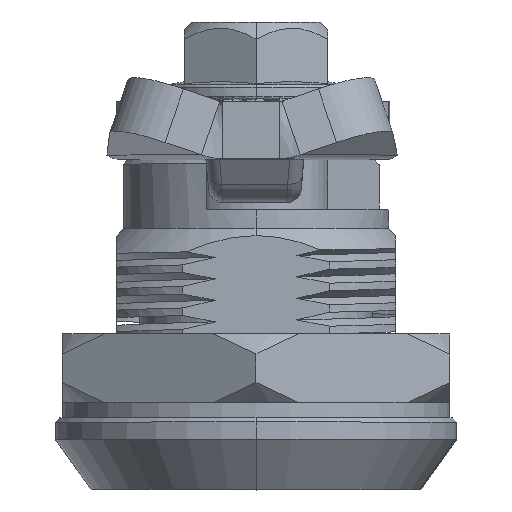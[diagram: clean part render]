
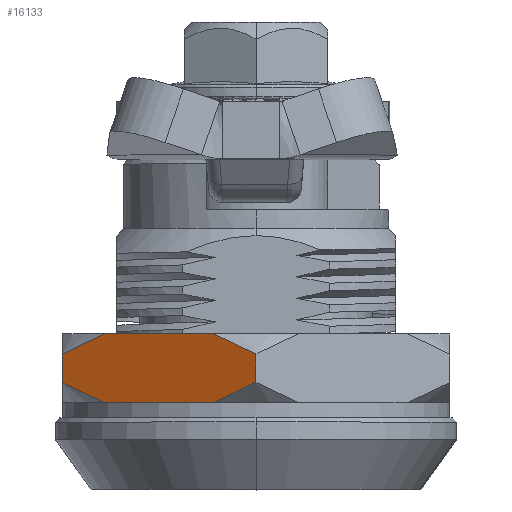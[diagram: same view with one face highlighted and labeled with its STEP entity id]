
A CAD part, top view. The second image highlights one B-rep face of the part: STEP entity #16133.
In plain terms, the highlighted planar face has unit normal (-0.5, 0, 0.866).
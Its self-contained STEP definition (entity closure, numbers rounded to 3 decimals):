
#186 = CARTESIAN_POINT ( 'NONE',  ( 0., 9.45, 15.588 ) ) ;
#244 = DIRECTION ( 'NONE',  ( 0.866, 0., 0.5 ) ) ;
#499 = CARTESIAN_POINT ( 'NONE',  ( -10.531, 10.85, 9.508 ) ) ;
#2090 = VERTEX_POINT ( 'NONE', #17454 ) ;
#2204 = CARTESIAN_POINT ( 'NONE',  ( -11.548, 6.445, 8.921 ) ) ;
#2292 = LINE ( 'NONE', #25130, #26753 ) ;
#2324 = CARTESIAN_POINT ( 'NONE',  ( -13.5, 7.45, 7.794 ) ) ;
#2490 = CARTESIAN_POINT ( 'NONE',  ( -2.969, 10.85, 13.874 ) ) ;
#3491 = VERTEX_POINT ( 'NONE', #499 ) ;
#3757 = ORIENTED_EDGE ( 'NONE', *, *, #16650, .F. ) ;
#4304 = EDGE_CURVE ( 'NONE', #2090, #3491, #9698, .T. ) ;
#4613 = CARTESIAN_POINT ( 'NONE',  ( -10.531, 6.05, 9.508 ) ) ;
#4730 = VECTOR ( 'NONE', #14750, 1000. ) ;
#4902 = EDGE_CURVE ( 'NONE', #18956, #6638, #23754, .T. ) ;
#5514 = VERTEX_POINT ( 'NONE', #12698 ) ;
#6034 = ORIENTED_EDGE ( 'NONE', *, *, #9434, .F. ) ;
#6254 = B_SPLINE_CURVE_WITH_KNOTS ( 'NONE', 3,
 ( #2490, #12869, #23170, #17241, #6842, #186 ),
 .UNSPECIFIED., .F., .F.,
 ( 4, 2, 4 ),
 ( 0.026, 0.028, 0.029 ),
 .UNSPECIFIED. ) ;
#6347 = CARTESIAN_POINT ( 'NONE',  ( -1.942, 6.415, 14.467 ) ) ;
#6411 = LINE ( 'NONE', #22998, #4730 ) ;
#6638 = VERTEX_POINT ( 'NONE', #7427 ) ;
#6842 = CARTESIAN_POINT ( 'NONE',  ( -0.475, 9.724, 15.314 ) ) ;
#6887 = CARTESIAN_POINT ( 'NONE',  ( 0., 7.45, 15.588 ) ) ;
#6946 = ORIENTED_EDGE ( 'NONE', *, *, #10424, .T. ) ;
#7242 = FACE_OUTER_BOUND ( 'NONE', #24586, .T. ) ;
#7427 = CARTESIAN_POINT ( 'NONE',  ( -13.5, 7.45, 7.794 ) ) ;
#9362 = CARTESIAN_POINT ( 'NONE',  ( -13.5, 10.85, 7.794 ) ) ;
#9434 = EDGE_CURVE ( 'NONE', #3491, #25007, #19925, .T. ) ;
#9514 = CARTESIAN_POINT ( 'NONE',  ( -10.531, 6.05, 9.508 ) ) ;
#9698 = B_SPLINE_CURVE_WITH_KNOTS ( 'NONE', 3,
 ( #16689, #14904, #22882, #17104 ),
 .UNSPECIFIED., .F., .F.,
 ( 4, 4 ),
 ( 0.013, 0.017 ),
 .UNSPECIFIED. ) ;
#10228 = CARTESIAN_POINT ( 'NONE',  ( -13.5, 10.85, 7.794 ) ) ;
#10424 = EDGE_CURVE ( 'NONE', #18956, #5514, #2292, .T. ) ;
#10858 = CARTESIAN_POINT ( 'NONE',  ( -2.969, 6.05, 13.874 ) ) ;
#10897 = DIRECTION ( 'NONE',  ( 0., -1., 0. ) ) ;
#11043 = ORIENTED_EDGE ( 'NONE', *, *, #17116, .F. ) ;
#11146 = ORIENTED_EDGE ( 'NONE', *, *, #26353, .F. ) ;
#11489 = PLANE ( 'NONE',  #23494 ) ;
#12115 = VECTOR ( 'NONE', #10897, 1000. ) ;
#12195 = CARTESIAN_POINT ( 'NONE',  ( -2.969, 10.85, 13.874 ) ) ;
#12698 = CARTESIAN_POINT ( 'NONE',  ( -2.969, 6.05, 13.874 ) ) ;
#12869 = CARTESIAN_POINT ( 'NONE',  ( -2.458, 10.668, 14.169 ) ) ;
#14713 = CARTESIAN_POINT ( 'NONE',  ( 0., 10.85, 15.588 ) ) ;
#14733 = CARTESIAN_POINT ( 'NONE',  ( -12.54, 6.917, 8.348 ) ) ;
#14750 = DIRECTION ( 'NONE',  ( 0., -1., 0. ) ) ;
#14904 = CARTESIAN_POINT ( 'NONE',  ( -12.542, 10.003, 8.347 ) ) ;
#15660 = CARTESIAN_POINT ( 'NONE',  ( 0., 9.45, 15.588 ) ) ;
#16084 = ORIENTED_EDGE ( 'NONE', *, *, #4304, .F. ) ;
#16113 = DIRECTION ( 'NONE',  ( -0.866, 0., -0.5 ) ) ;
#16133 = ADVANCED_FACE ( 'NONE', ( #7242 ), #11489, .F. ) ;
#16243 = DIRECTION ( 'NONE',  ( 0.5, 0., -0.866 ) ) ;
#16650 = EDGE_CURVE ( 'NONE', #21579, #22217, #18995, .T. ) ;
#16662 = CARTESIAN_POINT ( 'NONE',  ( -11.042, 6.232, 9.213 ) ) ;
#16689 = CARTESIAN_POINT ( 'NONE',  ( -13.5, 9.45, 7.794 ) ) ;
#17104 = CARTESIAN_POINT ( 'NONE',  ( -10.531, 10.85, 9.508 ) ) ;
#17116 = EDGE_CURVE ( 'NONE', #22217, #5514, #20847, .T. ) ;
#17241 = CARTESIAN_POINT ( 'NONE',  ( -0.96, 9.983, 15.034 ) ) ;
#17280 = CARTESIAN_POINT ( 'NONE',  ( -0.958, 6.897, 15.035 ) ) ;
#17454 = CARTESIAN_POINT ( 'NONE',  ( -13.5, 9.45, 7.794 ) ) ;
#17715 = DIRECTION ( 'NONE',  ( 0.866, 0., 0.5 ) ) ;
#17843 = EDGE_CURVE ( 'NONE', #2090, #6638, #6411, .T. ) ;
#17973 = VECTOR ( 'NONE', #17715, 1000. ) ;
#18558 = ORIENTED_EDGE ( 'NONE', *, *, #17843, .T. ) ;
#18956 = VERTEX_POINT ( 'NONE', #9514 ) ;
#18995 = LINE ( 'NONE', #14713, #12115 ) ;
#19925 = LINE ( 'NONE', #9362, #17973 ) ;
#20847 = B_SPLINE_CURVE_WITH_KNOTS ( 'NONE', 3,
 ( #6887, #17280, #6347, #10858 ),
 .UNSPECIFIED., .F., .F.,
 ( 4, 4 ),
 ( 0.013, 0.017 ),
 .UNSPECIFIED. ) ;
#21579 = VERTEX_POINT ( 'NONE', #15660 ) ;
#22217 = VERTEX_POINT ( 'NONE', #24596 ) ;
#22882 = CARTESIAN_POINT ( 'NONE',  ( -11.558, 10.485, 8.915 ) ) ;
#22998 = CARTESIAN_POINT ( 'NONE',  ( -13.5, 10.85, 7.794 ) ) ;
#23170 = CARTESIAN_POINT ( 'NONE',  ( -1.952, 10.455, 14.462 ) ) ;
#23494 = AXIS2_PLACEMENT_3D ( 'NONE', #10228, #16243, #16113 ) ;
#23754 = B_SPLINE_CURVE_WITH_KNOTS ( 'NONE', 3,
 ( #4613, #16662, #2204, #14733, #25437, #2324 ),
 .UNSPECIFIED., .F., .F.,
 ( 4, 2, 4 ),
 ( 0.026, 0.028, 0.029 ),
 .UNSPECIFIED. ) ;
#24586 = EDGE_LOOP ( 'NONE', ( #16084, #18558, #25153, #6946, #11043, #3757, #11146, #6034 ) ) ;
#24596 = CARTESIAN_POINT ( 'NONE',  ( 0., 7.45, 15.588 ) ) ;
#25007 = VERTEX_POINT ( 'NONE', #12195 ) ;
#25130 = CARTESIAN_POINT ( 'NONE',  ( -13.5, 6.05, 7.794 ) ) ;
#25153 = ORIENTED_EDGE ( 'NONE', *, *, #4902, .F. ) ;
#25437 = CARTESIAN_POINT ( 'NONE',  ( -13.025, 7.176, 8.069 ) ) ;
#26353 = EDGE_CURVE ( 'NONE', #25007, #21579, #6254, .T. ) ;
#26753 = VECTOR ( 'NONE', #244, 1000. ) ;
